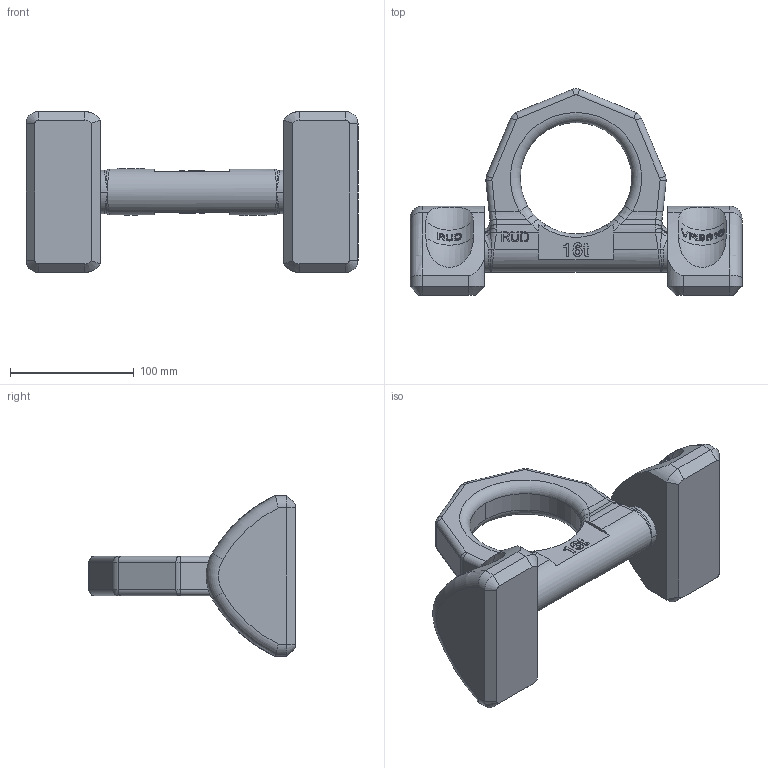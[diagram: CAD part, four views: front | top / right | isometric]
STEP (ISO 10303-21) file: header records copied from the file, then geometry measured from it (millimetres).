
FILE_DESCRIPTION((''),'2;1');
FILE_NAME('001-M33827-P1_ASM','2019-02-01T',('anja.joas'),(''),'PRO/ENGINEER BY PARAMETRIC TECHNOLOGY CORPORATION, 2011490','PRO/ENGINEER BY PARAMETRIC TECHNOLOGY CORPORATION, 2011490','');
FILE_SCHEMA(('CONFIG_CONTROL_DESIGN'));
Length unit declared in the file: millimetre
Products named in the file (3): 001-M33365-P1; 001-M35243-P-1; 001-M33827-P1_ASM
Assembly tree (3 placements, depth 2):
  001-M33827-P1_ASM
    001-M33365-P1  x2
    001-M35243-P-1
Bounding box: 268 x 166.82 x 130 mm (x, y, z)
Volume: 1136383.9 mm3; surface area: 122860.7 mm2
Topology: 3 solids, 3 shells, 1076 faces, 2972 edges, 1944 vertices
Faces by surface type: plane 809, cylinder 73, bspline 70, extrusion 60, torus 56, cone 8
Entity records: 27317 total; most frequent: CARTESIAN_POINT 9470, ORIENTED_EDGE 4168, DIRECTION 2957, EDGE_CURVE 2084, VERTEX_POINT 1356, VECTOR 1115, LINE 1055, AXIS2_PLACEMENT_3D 921
